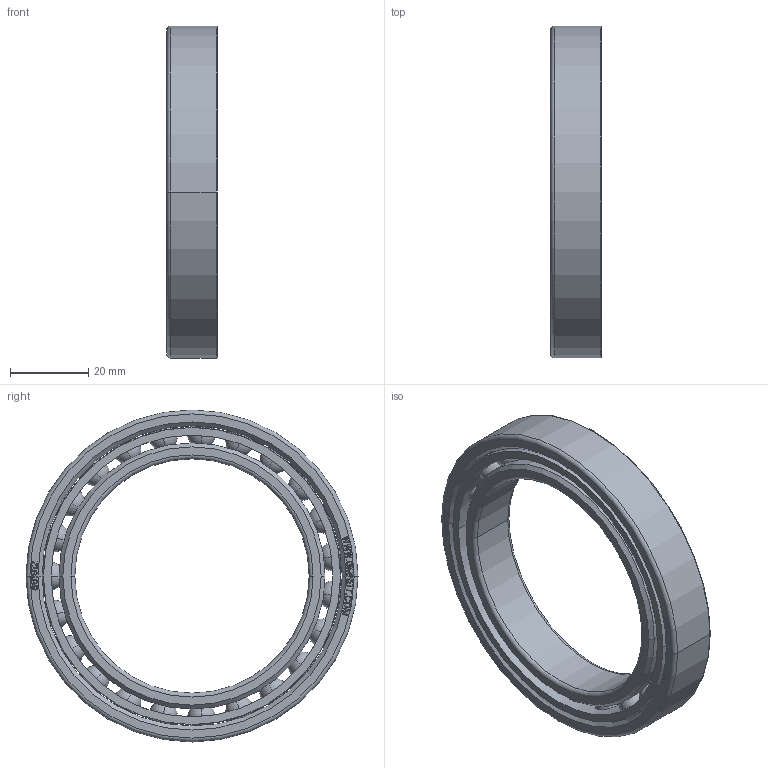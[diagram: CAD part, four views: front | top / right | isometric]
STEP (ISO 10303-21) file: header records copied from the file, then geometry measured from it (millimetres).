
FILE_DESCRIPTION((''),'2;1');
FILE_NAME('S61912_PRT','2014-03-19T',('sales 4'),(''),'PRO/ENGINEER BY PARAMETRIC TECHNOLOGY CORPORATION, 2013150','PRO/ENGINEER BY PARAMETRIC TECHNOLOGY CORPORATION, 2013150','');
FILE_SCHEMA(('AUTOMOTIVE_DESIGN { 1 0 10303 214 1 1 1 1 }'));
Length unit declared in the file: millimetre
Products named in the file (1): S61912_PRT
Bounding box: 13.01 x 85 x 85 mm (x, y, z)
Volume: 28115.9 mm3; surface area: 24045.4 mm2
Topology: 3 solids, 3 shells, 724 faces, 2014 edges, 1272 vertices
Faces by surface type: plane 504, cylinder 106, sphere 92, torus 12, cone 10
Entity records: 40660 total; most frequent: CARTESIAN_POINT 16639, ORIENTED_EDGE 3844, DIRECTION 3430, PRESENTATION_STYLE_ASSIGNMENT 1954, STYLED_ITEM 1925, CURVE_STYLE 1922, EDGE_CURVE 1922, VECTOR 1494
